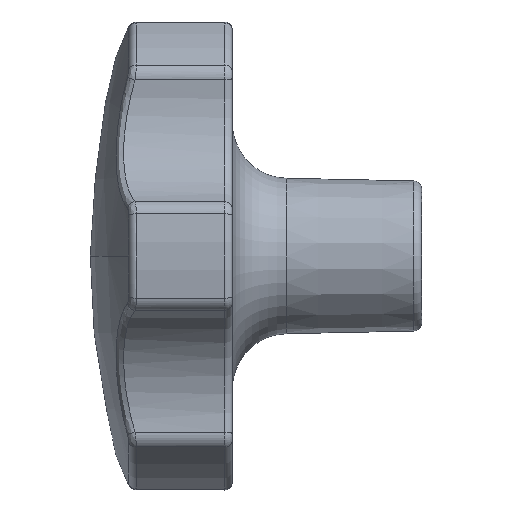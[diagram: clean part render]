
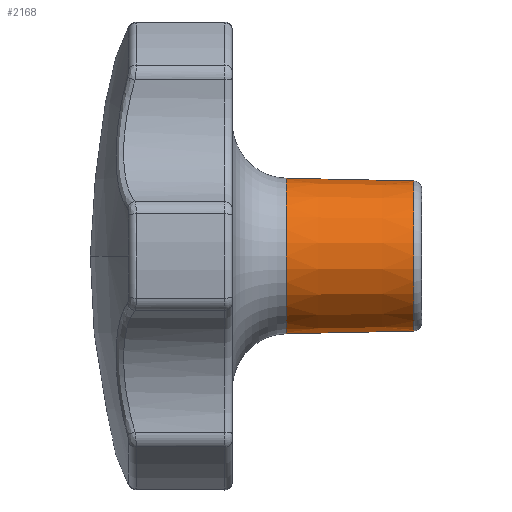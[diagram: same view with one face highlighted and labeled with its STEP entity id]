
A CAD part, left-side view. The second image highlights one B-rep face of the part: STEP entity #2168.
In plain terms, the highlighted conical face has half-angle 1.193 degrees and reference radius 9.5 mm.
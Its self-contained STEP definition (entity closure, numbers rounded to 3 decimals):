
#19 = CARTESIAN_POINT ( 'NONE',  ( 0., -6.854, 0. ) ) ;
#20 = DIRECTION ( 'NONE',  ( 0., -1., 0. ) ) ;
#21 = DIRECTION ( 'NONE',  ( 0., 0., -1. ) ) ;
#163 = EDGE_CURVE ( 'NONE', #3733, #3741, #2225, .T. ) ;
#197 = CARTESIAN_POINT ( 'NONE',  ( 0., -6.854, 9.857 ) ) ;
#199 = CARTESIAN_POINT ( 'NONE',  ( 0., -6.854, -9.857 ) ) ;
#210 = CARTESIAN_POINT ( 'NONE',  ( 0., -23.021, -9.52 ) ) ;
#211 = CARTESIAN_POINT ( 'NONE',  ( 0., -23.021, 9.52 ) ) ;
#562 = ORIENTED_EDGE ( 'NONE', *, *, #2481, .F. ) ;
#564 = ORIENTED_EDGE ( 'NONE', *, *, #2478, .T. ) ;
#566 = ORIENTED_EDGE ( 'NONE', *, *, #2031, .T. ) ;
#568 = ORIENTED_EDGE ( 'NONE', *, *, #163, .T. ) ;
#1302 = EDGE_LOOP ( 'NONE', ( #562, #566, #564, #568 ) ) ;
#1469 = VECTOR ( 'NONE', #1794, 1000. ) ;
#1471 = VECTOR ( 'NONE', #1800, 1000. ) ;
#1792 = LINE ( 'NONE', #1793, #1469 ) ;
#1793 = CARTESIAN_POINT ( 'NONE',  ( 0., -24., 9.5 ) ) ;
#1794 = DIRECTION ( 'NONE',  ( 0., 1., 0.021 ) ) ;
#1798 = LINE ( 'NONE', #1799, #1471 ) ;
#1799 = CARTESIAN_POINT ( 'NONE',  ( 0., -24., -9.5 ) ) ;
#1800 = DIRECTION ( 'NONE',  ( 0., 1., -0.021 ) ) ;
#2002 = CARTESIAN_POINT ( 'NONE',  ( 0., -23.021, 0. ) ) ;
#2003 = DIRECTION ( 'NONE',  ( 0., 1., 0. ) ) ;
#2004 = DIRECTION ( 'NONE',  ( 0., 0., -1. ) ) ;
#2031 = EDGE_CURVE ( 'NONE', #3752, #3753, #2226, .T. ) ;
#2168 = ADVANCED_FACE ( 'NONE', ( #3483 ), #2297, .T. ) ;
#2225 = CIRCLE ( 'NONE', #3651, 9.857 ) ;
#2226 = CIRCLE ( 'NONE', #3300, 9.52 ) ;
#2297 = CONICAL_SURFACE ( 'NONE', #3487, 9.5, 0.021 ) ;
#2478 = EDGE_CURVE ( 'NONE', #3753, #3733, #1792, .T. ) ;
#2481 = EDGE_CURVE ( 'NONE', #3752, #3741, #1798, .T. ) ;
#2920 = CARTESIAN_POINT ( 'NONE',  ( 0., -24., 0. ) ) ;
#2921 = DIRECTION ( 'NONE',  ( 0., 1., 0. ) ) ;
#2922 = DIRECTION ( 'NONE',  ( 0., 0., 1. ) ) ;
#3300 = AXIS2_PLACEMENT_3D ( 'NONE', #2002, #2003, #2004 ) ;
#3483 = FACE_OUTER_BOUND ( 'NONE', #1302, .T. ) ;
#3487 = AXIS2_PLACEMENT_3D ( 'NONE', #2920, #2921, #2922 ) ;
#3651 = AXIS2_PLACEMENT_3D ( 'NONE', #19, #20, #21 ) ;
#3733 = VERTEX_POINT ( 'NONE', #197 ) ;
#3741 = VERTEX_POINT ( 'NONE', #199 ) ;
#3752 = VERTEX_POINT ( 'NONE', #210 ) ;
#3753 = VERTEX_POINT ( 'NONE', #211 ) ;
